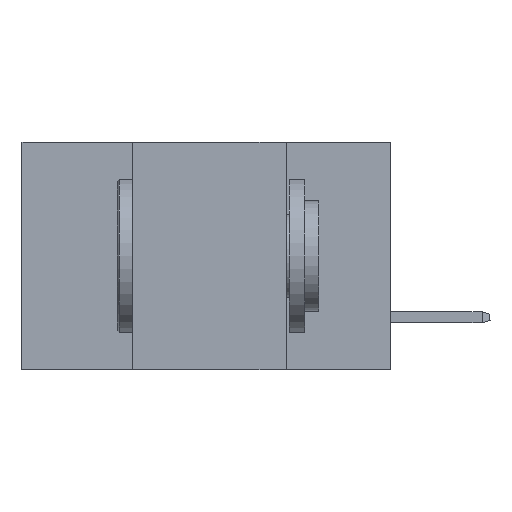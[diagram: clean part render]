
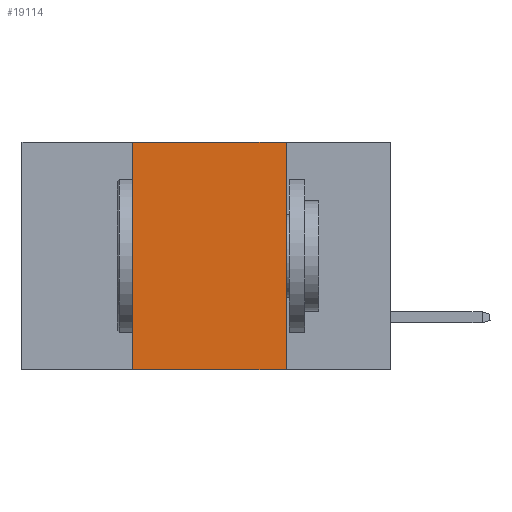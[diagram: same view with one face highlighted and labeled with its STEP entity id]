
A CAD part, left-side view. The second image highlights one B-rep face of the part: STEP entity #19114.
In plain terms, the highlighted planar face has unit normal (-1, 0, 0).
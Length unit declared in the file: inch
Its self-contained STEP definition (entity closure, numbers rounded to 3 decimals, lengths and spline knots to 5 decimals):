
#353 = EDGE_CURVE ( 'NONE', #4870, #14863, #1898, .T. ) ;
#407 = LINE ( 'NONE', #16633, #9086 ) ;
#1730 = EDGE_LOOP ( 'NONE', ( #2744, #8540, #22177, #18607 ) ) ;
#1898 = LINE ( 'NONE', #6235, #22064 ) ;
#1930 = DIRECTION ( 'NONE',  ( 0., 0., 1. ) ) ;
#2157 = PLANE ( 'NONE',  #10542 ) ;
#2589 = FACE_OUTER_BOUND ( 'NONE', #1730, .T. ) ;
#2744 = ORIENTED_EDGE ( 'NONE', *, *, #19969, .F. ) ;
#3657 = DIRECTION ( 'NONE',  ( 0., -1., 0. ) ) ;
#3990 = LINE ( 'NONE', #16027, #4855 ) ;
#4855 = VECTOR ( 'NONE', #3657, 39.37008 ) ;
#4870 = VERTEX_POINT ( 'NONE', #19738 ) ;
#6155 = DIRECTION ( 'NONE',  ( 0., -1., 0. ) ) ;
#6235 = CARTESIAN_POINT ( 'NONE',  ( 0., 0.6, 0. ) ) ;
#8540 = ORIENTED_EDGE ( 'NONE', *, *, #353, .F. ) ;
#8572 = EDGE_CURVE ( 'NONE', #11307, #16047, #3990, .T. ) ;
#8595 = EDGE_CURVE ( 'NONE', #11307, #4870, #407, .T. ) ;
#8761 = CARTESIAN_POINT ( 'NONE',  ( 0., 0.17, 0. ) ) ;
#9086 = VECTOR ( 'NONE', #1930, 39.37008 ) ;
#9183 = VECTOR ( 'NONE', #19564, 39.37008 ) ;
#9312 = DIRECTION ( 'NONE',  ( 0., 0., -1. ) ) ;
#9529 = DIRECTION ( 'NONE',  ( 1., 0., 0. ) ) ;
#10542 = AXIS2_PLACEMENT_3D ( 'NONE', #14953, #9529, #9312 ) ;
#11307 = VERTEX_POINT ( 'NONE', #12462 ) ;
#12247 = CARTESIAN_POINT ( 'NONE',  ( 0., 0.17, 0. ) ) ;
#12462 = CARTESIAN_POINT ( 'NONE',  ( 0., 0.42, -0.37 ) ) ;
#13958 = LINE ( 'NONE', #8761, #9183 ) ;
#14863 = VERTEX_POINT ( 'NONE', #12247 ) ;
#14953 = CARTESIAN_POINT ( 'NONE',  ( 0., 0.6, 0. ) ) ;
#16027 = CARTESIAN_POINT ( 'NONE',  ( 0., 0.6, -0.37 ) ) ;
#16047 = VERTEX_POINT ( 'NONE', #17274 ) ;
#16633 = CARTESIAN_POINT ( 'NONE',  ( 0., 0.42, 0. ) ) ;
#17274 = CARTESIAN_POINT ( 'NONE',  ( 0., 0.17, -0.37 ) ) ;
#18607 = ORIENTED_EDGE ( 'NONE', *, *, #8572, .T. ) ;
#19114 = ADVANCED_FACE ( 'NONE', ( #2589 ), #2157, .F. ) ;
#19564 = DIRECTION ( 'NONE',  ( 0., 0., -1. ) ) ;
#19738 = CARTESIAN_POINT ( 'NONE',  ( 0., 0.42, 0. ) ) ;
#19969 = EDGE_CURVE ( 'NONE', #14863, #16047, #13958, .T. ) ;
#22064 = VECTOR ( 'NONE', #6155, 39.37008 ) ;
#22177 = ORIENTED_EDGE ( 'NONE', *, *, #8595, .F. ) ;
